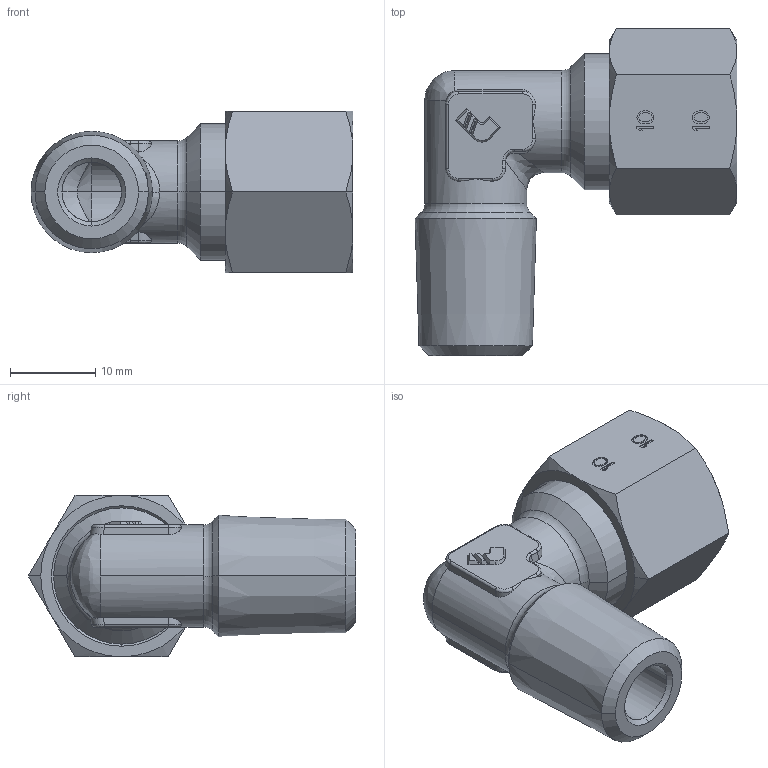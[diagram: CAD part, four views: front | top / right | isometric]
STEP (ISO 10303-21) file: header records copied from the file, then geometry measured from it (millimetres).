
FILE_DESCRIPTION(('STEP AP214'),'1');
FILE_NAME('1809_10_14.stp','2016-07-07T14:32:44',('TraceParts'),('TraceParts S.A.'),'Spatial InterOp 3D',' ',' ');
FILE_SCHEMA(('automotive_design'));
Length unit declared in the file: millimetre
Products named in the file (3): Solide1; Solide2; Solide3
Bounding box: 37.82 x 38.47 x 19 mm (x, y, z)
Volume: 7620.3 mm3; surface area: 6249.8 mm2
Topology: 3 solids, 3 shells, 347 faces, 902 edges, 577 vertices
Faces by surface type: plane 190, cylinder 82, cone 50, torus 14, bspline 11
Entity records: 14749 total; most frequent: CARTESIAN_POINT 3408, ORIENTED_EDGE 1804, DIRECTION 1742, EDGE_CURVE 902, LINE 592, VECTOR 592, VERTEX_POINT 577, AXIS2_PLACEMENT_3D 575
